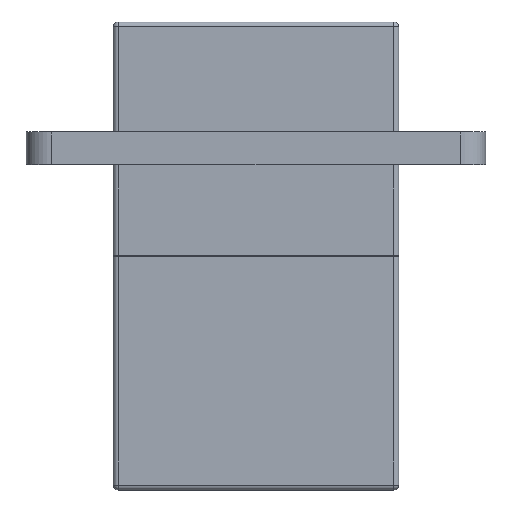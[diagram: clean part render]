
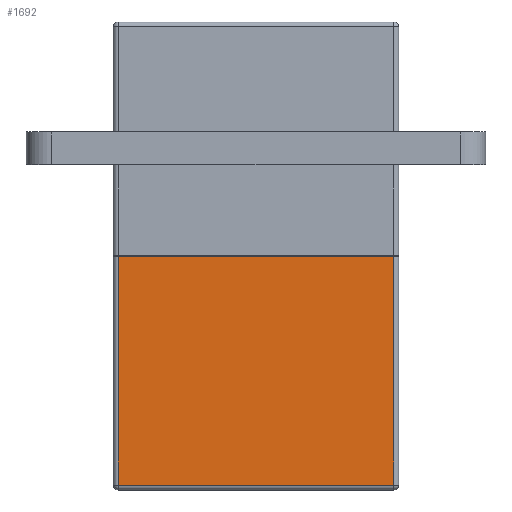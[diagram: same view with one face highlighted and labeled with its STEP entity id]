
A CAD part, left-side view. The second image highlights one B-rep face of the part: STEP entity #1692.
In plain terms, the highlighted face is planar.
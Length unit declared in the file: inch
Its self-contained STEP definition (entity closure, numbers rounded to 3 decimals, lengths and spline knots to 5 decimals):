
#829 = DIRECTION ( 'NONE',  ( 0., 0., 1. ) ) ;
#830 = DIRECTION ( 'NONE',  ( -1., 0., 0. ) ) ;
#834 = PLANE ( 'NONE',  #11797 ) ;
#835 = CARTESIAN_POINT ( 'NONE',  ( 0.315, -0.435, 0.712 ) ) ;
#1692 = ADVANCED_FACE ( 'NONE', ( #2109 ), #834, .F. ) ;
#2109 = FACE_OUTER_BOUND ( 'NONE', #14636, .T. ) ;
#6190 = CARTESIAN_POINT ( 'NONE',  ( 0.315, -0.42, 0. ) ) ;
#6202 = CARTESIAN_POINT ( 'NONE',  ( 0.315, 0.42, 0. ) ) ;
#6204 = CARTESIAN_POINT ( 'NONE',  ( 0.315, -0.42, 0.697 ) ) ;
#6216 = CARTESIAN_POINT ( 'NONE',  ( 0.315, 0.42, 0.697 ) ) ;
#7689 = EDGE_CURVE ( 'NONE', #17142, #17130, #8701, .T. ) ;
#7690 = EDGE_CURVE ( 'NONE', #17130, #17126, #8695, .T. ) ;
#7691 = EDGE_CURVE ( 'NONE', #17126, #17127, #8705, .T. ) ;
#7895 = ORIENTED_EDGE ( 'NONE', *, *, #7689, .T. ) ;
#7896 = ORIENTED_EDGE ( 'NONE', *, *, #7690, .T. ) ;
#7897 = ORIENTED_EDGE ( 'NONE', *, *, #7691, .T. ) ;
#7898 = ORIENTED_EDGE ( 'NONE', *, *, #16866, .T. ) ;
#8695 = LINE ( 'NONE', #15557, #8706 ) ;
#8701 = LINE ( 'NONE', #15572, #8704 ) ;
#8704 = VECTOR ( 'NONE', #15574, 39.37008 ) ;
#8705 = LINE ( 'NONE', #15576, #8708 ) ;
#8706 = VECTOR ( 'NONE', #15575, 39.37008 ) ;
#8708 = VECTOR ( 'NONE', #15578, 39.37008 ) ;
#8711 = LINE ( 'NONE', #12652, #8713 ) ;
#8713 = VECTOR ( 'NONE', #12653, 39.37008 ) ;
#11797 = AXIS2_PLACEMENT_3D ( 'NONE', #835, #830, #829 ) ;
#12652 = CARTESIAN_POINT ( 'NONE',  ( 0.315, 0.42, 0.712 ) ) ;
#12653 = DIRECTION ( 'NONE',  ( 0., 0., 1. ) ) ;
#14636 = EDGE_LOOP ( 'NONE', ( #7895, #7896, #7897, #7898 ) ) ;
#15557 = CARTESIAN_POINT ( 'NONE',  ( 0.315, -0.42, 0.712 ) ) ;
#15572 = CARTESIAN_POINT ( 'NONE',  ( 0.315, -0.435, 0.697 ) ) ;
#15574 = DIRECTION ( 'NONE',  ( 0., -1., 0. ) ) ;
#15575 = DIRECTION ( 'NONE',  ( 0., 0., -1. ) ) ;
#15576 = CARTESIAN_POINT ( 'NONE',  ( 0.315, -0.435, 0. ) ) ;
#15578 = DIRECTION ( 'NONE',  ( 0., 1., 0. ) ) ;
#16866 = EDGE_CURVE ( 'NONE', #17127, #17142, #8711, .T. ) ;
#17126 = VERTEX_POINT ( 'NONE', #6190 ) ;
#17127 = VERTEX_POINT ( 'NONE', #6202 ) ;
#17130 = VERTEX_POINT ( 'NONE', #6204 ) ;
#17142 = VERTEX_POINT ( 'NONE', #6216 ) ;
